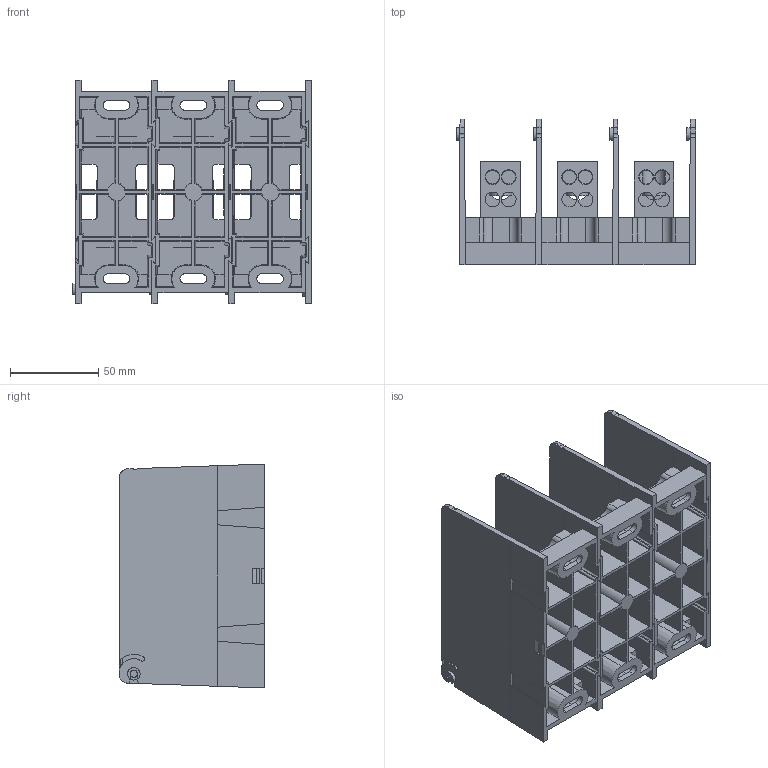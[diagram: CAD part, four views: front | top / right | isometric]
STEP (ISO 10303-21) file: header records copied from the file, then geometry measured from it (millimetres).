
FILE_DESCRIPTION (( 'STEP AP214' ), '1' );
FILE_NAME ('701911rev-3P.STEP', '2014-02-18T12:33:05', ( '' ), ( '' ), 'SwSTEP 2.0', 'SolidWorks 2013', '' );
FILE_SCHEMA (( 'AUTOMOTIVE_DESIGN' ));
Length unit declared in the file: inch
Products named in the file (1): 701911rev-3P
Bounding box: 135.72 x 82.55 x 127.01 mm (x, y, z)
Surface area: 167383.5 mm2 (no closed solid volume)
Topology: 0 solids, 25 shells, 605 faces, 2135 edges, 1521 vertices
Faces by surface type: plane 408, cylinder 147, cone 49, bspline 1
Full cylindrical faces by diameter (mm): 4.064 x1, 6.909 x6, 7.112 x1, 7.925 x3, 12.7 x3
Entity records: 35268 total; most frequent: CARTESIAN_POINT 10395, ORIENTED_EDGE 3389, DIRECTION 3178, EDGE_CURVE 2086, VERTEX_POINT 1507, LINE 1480, VECTOR 1480, AXIS2_PLACEMENT_3D 849
